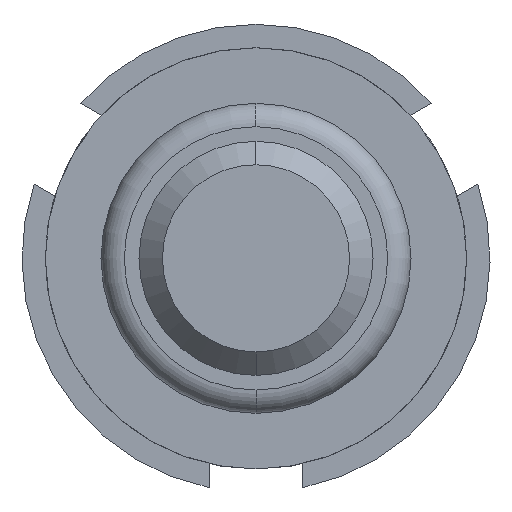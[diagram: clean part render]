
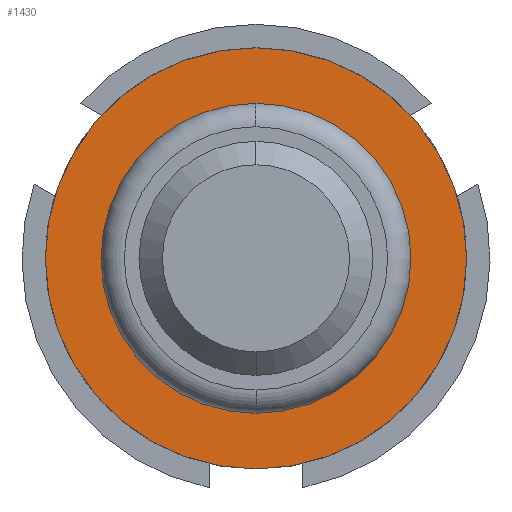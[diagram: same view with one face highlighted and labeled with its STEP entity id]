
A CAD part, front view. The second image highlights one B-rep face of the part: STEP entity #1430.
In plain terms, the highlighted planar face has unit normal (0, -1, 0).
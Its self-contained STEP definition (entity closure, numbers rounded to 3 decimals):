
#124 = EDGE_LOOP ( 'NONE', ( #251, #1542 ) ) ;
#251 = ORIENTED_EDGE ( 'NONE', *, *, #1816, .F. ) ;
#565 = CARTESIAN_POINT ( 'NONE',  ( 0., -1.8, 1.325 ) ) ;
#804 = FACE_BOUND ( 'NONE', #1437, .T. ) ;
#933 = AXIS2_PLACEMENT_3D ( 'NONE', #1809, #1250, #3724 ) ;
#938 = AXIS2_PLACEMENT_3D ( 'NONE', #1838, #2482, #2925 ) ;
#1250 = DIRECTION ( 'NONE',  ( 0., 1., 0. ) ) ;
#1258 = CARTESIAN_POINT ( 'NONE',  ( 1.8, -1.8, 0. ) ) ;
#1365 = CARTESIAN_POINT ( 'NONE',  ( 0., -1.8, 0. ) ) ;
#1422 = AXIS2_PLACEMENT_3D ( 'NONE', #1258, #1634, #3738 ) ;
#1430 = ADVANCED_FACE ( 'Defeature ausgef�hrt4_13', ( #2411, #804 ), #1586, .F. ) ;
#1437 = EDGE_LOOP ( 'NONE', ( #3373, #1674 ) ) ;
#1542 = ORIENTED_EDGE ( 'NONE', *, *, #2490, .F. ) ;
#1548 = VERTEX_POINT ( 'NONE', #2064 ) ;
#1586 = PLANE ( 'NONE',  #1422 ) ;
#1634 = DIRECTION ( 'NONE',  ( 0., 1., 0. ) ) ;
#1669 = DIRECTION ( 'NONE',  ( 0., 0., 1. ) ) ;
#1674 = ORIENTED_EDGE ( 'NONE', *, *, #2779, .T. ) ;
#1684 = VERTEX_POINT ( 'NONE', #565 ) ;
#1729 = DIRECTION ( 'NONE',  ( 0., 1., 0. ) ) ;
#1809 = CARTESIAN_POINT ( 'NONE',  ( 0., -1.8, 0. ) ) ;
#1816 = EDGE_CURVE ( 'Defeature ausgef�hrt4_12+Defeature ausgef�hrt4_13+Defeature ausgef�hrt4_13+Defeature ausgef�hrt4_13', #4165, #1548, #3523, .T. ) ;
#1838 = CARTESIAN_POINT ( 'NONE',  ( 0., -1.8, 0. ) ) ;
#2041 = CARTESIAN_POINT ( 'NONE',  ( 0., -1.8, 0. ) ) ;
#2064 = CARTESIAN_POINT ( 'NONE',  ( 0., -1.8, -1.8 ) ) ;
#2094 = VERTEX_POINT ( 'NONE', #2968 ) ;
#2134 = AXIS2_PLACEMENT_3D ( 'NONE', #1365, #1729, #1669 ) ;
#2234 = CIRCLE ( 'NONE', #933, 1.325 ) ;
#2411 = FACE_OUTER_BOUND ( 'NONE', #124, .T. ) ;
#2482 = DIRECTION ( 'NONE',  ( 0., 1., 0. ) ) ;
#2490 = EDGE_CURVE ( 'Defeature ausgef�hrt4_12+Defeature ausgef�hrt4_13+Defeature ausgef�hrt4_13+Defeature ausgef�hrt4_13', #1548, #4165, #3243, .T. ) ;
#2779 = EDGE_CURVE ( 'Defeature ausgef�hrt4_13+Defeature ausgef�hrt4_14+Defeature ausgef�hrt4_14+Defeature ausgef�hrt4_14', #2094, #1684, #2234, .T. ) ;
#2925 = DIRECTION ( 'NONE',  ( 0., 0., 1. ) ) ;
#2968 = CARTESIAN_POINT ( 'NONE',  ( 0., -1.8, -1.325 ) ) ;
#3243 = CIRCLE ( 'NONE', #4027, 1.8 ) ;
#3333 = CIRCLE ( 'NONE', #938, 1.325 ) ;
#3373 = ORIENTED_EDGE ( 'NONE', *, *, #4432, .T. ) ;
#3523 = CIRCLE ( 'NONE', #2134, 1.8 ) ;
#3724 = DIRECTION ( 'NONE',  ( 0., 0., 1. ) ) ;
#3738 = DIRECTION ( 'NONE',  ( 0., 0., 1. ) ) ;
#3809 = DIRECTION ( 'NONE',  ( 0., 0., 1. ) ) ;
#4027 = AXIS2_PLACEMENT_3D ( 'NONE', #2041, #4209, #3809 ) ;
#4138 = CARTESIAN_POINT ( 'NONE',  ( 0., -1.8, 1.8 ) ) ;
#4165 = VERTEX_POINT ( 'NONE', #4138 ) ;
#4209 = DIRECTION ( 'NONE',  ( 0., 1., 0. ) ) ;
#4432 = EDGE_CURVE ( 'Defeature ausgef�hrt4_13+Defeature ausgef�hrt4_14+Defeature ausgef�hrt4_14+Defeature ausgef�hrt4_14', #1684, #2094, #3333, .T. ) ;
